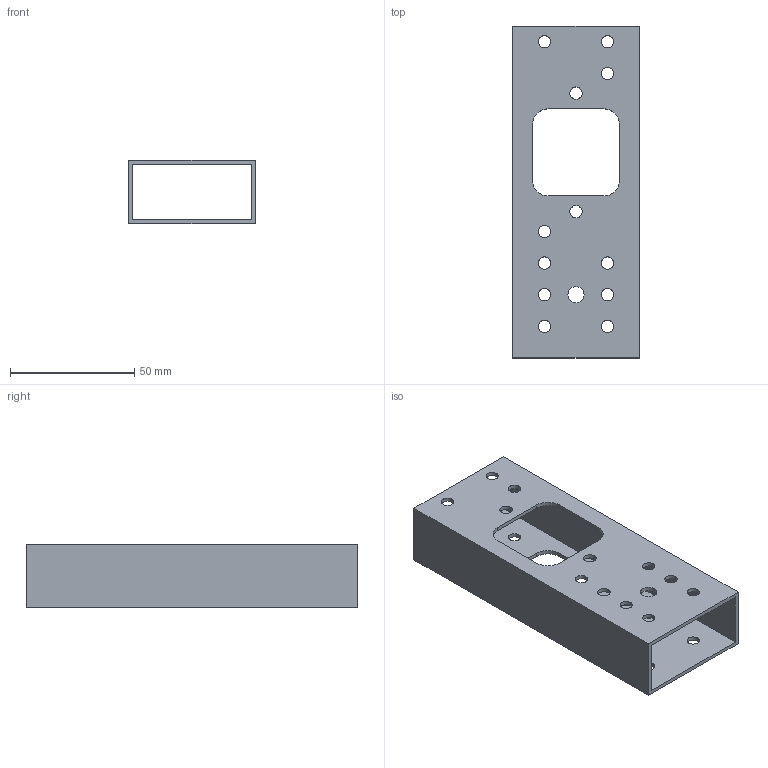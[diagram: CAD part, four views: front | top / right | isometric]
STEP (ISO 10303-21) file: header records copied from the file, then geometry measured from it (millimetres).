
FILE_DESCRIPTION (( 'STEP AP203' ), '1' );
FILE_NAME ('4400-23-P-0303 (2 Piezas - Correción) MS.STEP', '2023-02-24T23:59:52', ( '' ), ( '' ), 'SwSTEP 2.0', 'SolidWorks 2022', '' );
FILE_SCHEMA (( 'CONFIG_CONTROL_DESIGN' ));
Length unit declared in the file: inch
Products named in the file (1): 4400-23-P-0303 (2 Piezas - Correción) MS
Bounding box: 50.8 x 133.35 x 25.4 mm (x, y, z)
Volume: 26228.3 mm3; surface area: 34627.8 mm2
Topology: 1 solids, 1 shells, 82 faces, 240 edges, 160 vertices
Faces by surface type: cylinder 64, plane 18
Entity records: 2995 total; most frequent: DIRECTION 534, CARTESIAN_POINT 483, ORIENTED_EDGE 480, EDGE_CURVE 240, AXIS2_PLACEMENT_3D 211, VERTEX_POINT 160, EDGE_LOOP 144, CIRCLE 128
